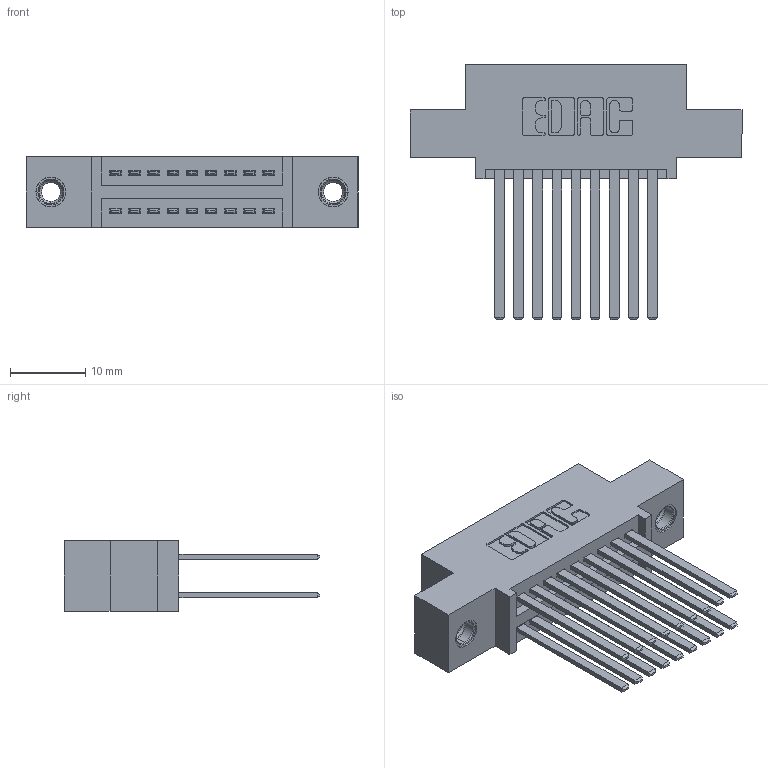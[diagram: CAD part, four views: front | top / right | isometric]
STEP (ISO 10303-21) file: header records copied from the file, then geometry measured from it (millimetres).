
FILE_DESCRIPTION (( 'STEP AP203' ), '1' );
FILE_NAME ('395-018-544-507.STEP', '2018-11-07T03:02:38', ( '' ), ( '' ), 'SwSTEP 2.0', 'SolidWorks 2016', '' );
FILE_SCHEMA (( 'CONFIG_CONTROL_DESIGN' ));
Length unit declared in the file: inch
Products named in the file (4): 345-292-001_345-293-144; 395-018-544-507; 345-250-001_345-250-005-103; 345 Part_0.110 Offset - 0.156 Dia-TI
Assembly tree (21 placements, depth 2):
  395-018-544-507
    345 Part_0.110 Offset - 0.156 Dia-TI
    345-292-001_345-293-144  x18
    345-250-001_345-250-005-103  x2
Bounding box: 44.07 x 33.96 x 9.4 mm (x, y, z)
Volume: 4140 mm3; surface area: 6340.8 mm2
Topology: 21 solids, 21 shells, 982 faces, 2847 edges, 1866 vertices
Faces by surface type: plane 638, cylinder 328, cone 12, torus 4
Entity records: 12638 total; most frequent: CARTESIAN_POINT 2131, ORIENTED_EDGE 2058, DIRECTION 1943, EDGE_CURVE 1029, VECTOR 845, LINE 845, VERTEX_POINT 680, AXIS2_PLACEMENT_3D 549
